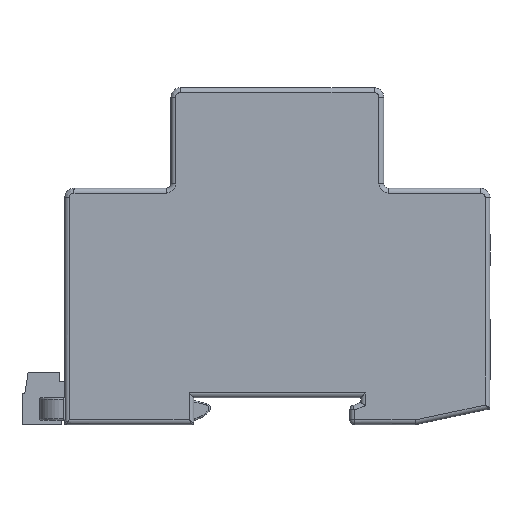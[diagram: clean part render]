
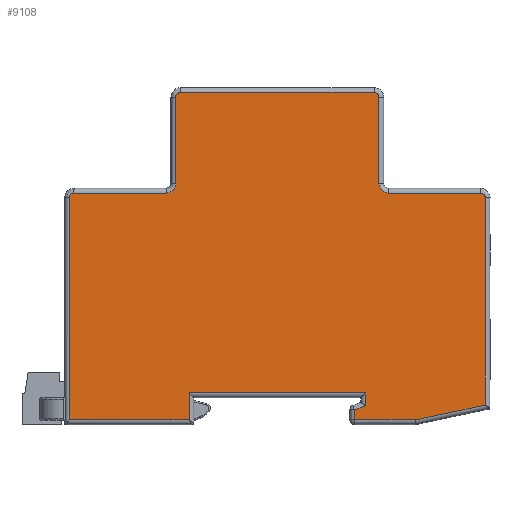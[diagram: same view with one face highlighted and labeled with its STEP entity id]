
A CAD part, front view. The second image highlights one B-rep face of the part: STEP entity #9108.
In plain terms, the highlighted planar face has unit normal (0, -1, 0).
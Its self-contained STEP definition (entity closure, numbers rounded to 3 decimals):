
#348=DIRECTION('',(0.,0.,-1.));
#349=VECTOR('',#348,47.);
#350=CARTESIAN_POINT('',(-44.,-35.9,42.3));
#351=LINE('',#350,#349);
#355=CARTESIAN_POINT('',(-44.,-35.9,-4.7));
#2414=DIRECTION('',(1.,0.,0.));
#2415=VECTOR('',#2414,25.35);
#2416=CARTESIAN_POINT('',(-44.,-35.9,-4.7));
#2417=LINE('',#2416,#2415);
#2468=DIRECTION('',(0.931,0.,0.364));
#2469=VECTOR('',#2468,2.47);
#2470=CARTESIAN_POINT('',(16.35,-35.9,-2.583));
#2471=LINE('',#2470,#2469);
#2475=CARTESIAN_POINT('',(-43.,-35.9,
42.3));
#2476=DIRECTION('',(0.,1.,0.));
#2477=DIRECTION('',(-1.,0.,0.));
#2478=AXIS2_PLACEMENT_3D('',#2475,#2476,#2477);
#2483=CARTESIAN_POINT('',(-23.5,-35.9,45.3));
#2484=DIRECTION('',(0.,-1.,0.));
#2485=DIRECTION('',(0.,0.,-1.));
#2486=AXIS2_PLACEMENT_3D('',#2483,#2484,#2485);
#2491=CARTESIAN_POINT('',(-20.5,-35.9,
63.582));
#2492=DIRECTION('',(0.,1.,0.));
#2493=DIRECTION('',(-1.,0.,0.));
#2494=AXIS2_PLACEMENT_3D('',#2491,#2492,#2493);
#2499=CARTESIAN_POINT('',(20.5,-35.9,63.582));
#2500=DIRECTION('',(0.,1.,0.));
#2501=DIRECTION('',(0.,0.,1.));
#2502=AXIS2_PLACEMENT_3D('',#2499,#2500,#2501);
#2507=CARTESIAN_POINT('',(23.5,-35.9,45.3));
#2508=DIRECTION('',(0.,-1.,0.));
#2509=DIRECTION('',(-1.,0.,0.));
#2510=AXIS2_PLACEMENT_3D('',#2507,#2508,#2509);
#2515=CARTESIAN_POINT('',(43.,-35.9,42.3));
#2516=DIRECTION('',(0.,1.,0.));
#2517=DIRECTION('',(0.,0.,1.));
#2518=AXIS2_PLACEMENT_3D('',#2515,#2516,#2517);
#2523=DIRECTION('',(-0.978,0.,-0.208));
#2524=VECTOR('',#2523,15.136);
#2525=CARTESIAN_POINT('',(44.,-35.9,
-1.553));
#2526=LINE('',#2525,#2524);
#2530=DIRECTION('',(0.,0.,-1.));
#2531=VECTOR('',#2530,2.117);
#2532=CARTESIAN_POINT('',(16.35,-35.9,-2.583));
#2533=LINE('',#2532,#2531);
#2568=DIRECTION('',(1.,0.,0.));
#2569=VECTOR('',#2568,12.845);
#2570=CARTESIAN_POINT('',(16.35,-35.9,-4.7));
#2571=LINE('',#2570,#2569);
#2632=DIRECTION('',(0.,0.,1.));
#2633=VECTOR('',#2632,43.853);
#2634=CARTESIAN_POINT('',(44.,-35.9,
-1.553));
#2635=LINE('',#2634,#2633);
#2682=DIRECTION('',(-1.,0.,0.));
#2683=VECTOR('',#2682,19.5);
#2684=CARTESIAN_POINT('',(43.,-35.9,43.3));
#2685=LINE('',#2684,#2683);
#2720=DIRECTION('',(0.,0.,1.));
#2721=VECTOR('',#2720,18.282);
#2722=CARTESIAN_POINT('',(21.5,-35.9,45.3));
#2723=LINE('',#2722,#2721);
#2758=DIRECTION('',(-1.,0.,0.));
#2759=VECTOR('',#2758,41.);
#2760=CARTESIAN_POINT('',(20.5,-35.9,64.582));
#2761=LINE('',#2760,#2759);
#2796=DIRECTION('',(0.,0.,-1.));
#2797=VECTOR('',#2796,18.282);
#2798=CARTESIAN_POINT('',(-21.5,-35.9,63.582));
#2799=LINE('',#2798,#2797);
#2834=DIRECTION('',(-1.,0.,0.));
#2835=VECTOR('',#2834,19.5);
#2836=CARTESIAN_POINT('',(-23.5,-35.9,43.3));
#2837=LINE('',#2836,#2835);
#4075=DIRECTION('',(0.,0.,-1.));
#4076=VECTOR('',#4075,2.683);
#4077=CARTESIAN_POINT('',(18.65,-35.9,1.));
#4078=LINE('',#4077,#4076);
#4082=DIRECTION('',(1.,0.,0.));
#4083=VECTOR('',#4082,37.3);
#4084=CARTESIAN_POINT('',(-18.65,-35.9,1.));
#4085=LINE('',#4084,#4083);
#4113=DIRECTION('',(0.,0.,1.));
#4114=VECTOR('',#4113,5.7);
#4115=CARTESIAN_POINT('',(-18.65,-35.9,-4.7));
#4116=LINE('',#4115,#4114);
#5659=VERTEX_POINT('',#355);
#5666=CARTESIAN_POINT('',(-44.,-35.9,42.3));
#5667=VERTEX_POINT('',#5666);
#5796=CARTESIAN_POINT('',(-43.,-35.9,43.3));
#5797=VERTEX_POINT('',#5796);
#5975=CARTESIAN_POINT('',(-18.65,-35.9,-4.7));
#5976=VERTEX_POINT('',#5975);
#5977=CARTESIAN_POINT('',(16.35,-35.9,-2.583));
#5978=CARTESIAN_POINT('',(16.35,-35.9,-4.7));
#5979=VERTEX_POINT('',#5977);
#5980=VERTEX_POINT('',#5978);
#5981=CARTESIAN_POINT('',(18.65,-35.9,-1.683));
#5982=VERTEX_POINT('',#5981);
#5983=CARTESIAN_POINT('',(18.65,-35.9,1.));
#5984=VERTEX_POINT('',#5983);
#5985=CARTESIAN_POINT('',(-18.65,-35.9,1.));
#5986=VERTEX_POINT('',#5985);
#5987=CARTESIAN_POINT('',(-23.5,-35.9,43.3));
#5988=VERTEX_POINT('',#5987);
#5989=CARTESIAN_POINT('',(-21.5,-35.9,45.3));
#5990=VERTEX_POINT('',#5989);
#5991=CARTESIAN_POINT('',(-21.5,-35.9,63.582));
#5992=VERTEX_POINT('',#5991);
#5993=CARTESIAN_POINT('',(-20.5,-35.9,64.582));
#5994=VERTEX_POINT('',#5993);
#5995=CARTESIAN_POINT('',(20.5,-35.9,64.582));
#5996=VERTEX_POINT('',#5995);
#5997=CARTESIAN_POINT('',(21.5,-35.9,63.582));
#5998=VERTEX_POINT('',#5997);
#5999=CARTESIAN_POINT('',(21.5,-35.9,45.3));
#6000=VERTEX_POINT('',#5999);
#6001=CARTESIAN_POINT('',(23.5,-35.9,43.3));
#6002=VERTEX_POINT('',#6001);
#6003=CARTESIAN_POINT('',(43.,-35.9,43.3));
#6004=VERTEX_POINT('',#6003);
#6005=CARTESIAN_POINT('',(44.,-35.9,42.3));
#6006=VERTEX_POINT('',#6005);
#6007=CARTESIAN_POINT('',(44.,-35.9,
-1.553));
#6008=VERTEX_POINT('',#6007);
#6009=CARTESIAN_POINT('',(29.195,-35.9,-4.7));
#6010=VERTEX_POINT('',#6009);
#9062=CARTESIAN_POINT('',(0.,-35.9,0.));
#9063=DIRECTION('',(0.,1.,0.));
#9064=DIRECTION('',(-1.,0.,0.));
#9065=AXIS2_PLACEMENT_3D('',#9062,#9063,#9064);
#9066=PLANE('',#9065);
#9068=ORIENTED_EDGE('',*,*,#9067,.F.);
#9070=ORIENTED_EDGE('',*,*,#9069,.T.);
#9072=ORIENTED_EDGE('',*,*,#9071,.F.);
#9074=ORIENTED_EDGE('',*,*,#9073,.F.);
#9076=ORIENTED_EDGE('',*,*,#9075,.F.);
#9077=ORIENTED_EDGE('',*,*,#9053,.F.);
#9078=ORIENTED_EDGE('',*,*,#6612,.F.);
#9079=ORIENTED_EDGE('',*,*,#8021,.T.);
#9081=ORIENTED_EDGE('',*,*,#9080,.F.);
#9083=ORIENTED_EDGE('',*,*,#9082,.T.);
#9085=ORIENTED_EDGE('',*,*,#9084,.F.);
#9087=ORIENTED_EDGE('',*,*,#9086,.T.);
#9089=ORIENTED_EDGE('',*,*,#9088,.F.);
#9091=ORIENTED_EDGE('',*,*,#9090,.T.);
#9093=ORIENTED_EDGE('',*,*,#9092,.F.);
#9095=ORIENTED_EDGE('',*,*,#9094,.T.);
#9097=ORIENTED_EDGE('',*,*,#9096,.F.);
#9099=ORIENTED_EDGE('',*,*,#9098,.T.);
#9101=ORIENTED_EDGE('',*,*,#9100,.F.);
#9103=ORIENTED_EDGE('',*,*,#9102,.T.);
#9105=ORIENTED_EDGE('',*,*,#9104,.F.);
#9106=EDGE_LOOP('',(#9068,#9070,#9072,#9074,#9076,#9077,#9078,#9079,#9081,#9083,
#9085,#9087,#9089,#9091,#9093,#9095,#9097,#9099,#9101,#9103,#9105));
#9107=FACE_OUTER_BOUND('',#9106,.F.);
#2479=CIRCLE('',#2478,1.);
#2487=CIRCLE('',#2486,2.);
#2495=CIRCLE('',#2494,1.);
#2503=CIRCLE('',#2502,1.);
#2511=CIRCLE('',#2510,2.);
#2519=CIRCLE('',#2518,1.);
#6612=EDGE_CURVE('',#5667,#5659,#351,.T.);
#8021=EDGE_CURVE('',#5667,#5797,#2479,.T.);
#9053=EDGE_CURVE('',#5659,#5976,#2417,.T.);
#9067=EDGE_CURVE('',#5979,#5980,#2533,.T.);
#9069=EDGE_CURVE('',#5979,#5982,#2471,.T.);
#9071=EDGE_CURVE('',#5984,#5982,#4078,.T.);
#9073=EDGE_CURVE('',#5986,#5984,#4085,.T.);
#9075=EDGE_CURVE('',#5976,#5986,#4116,.T.);
#9080=EDGE_CURVE('',#5988,#5797,#2837,.T.);
#9082=EDGE_CURVE('',#5988,#5990,#2487,.T.);
#9084=EDGE_CURVE('',#5992,#5990,#2799,.T.);
#9086=EDGE_CURVE('',#5992,#5994,#2495,.T.);
#9088=EDGE_CURVE('',#5996,#5994,#2761,.T.);
#9090=EDGE_CURVE('',#5996,#5998,#2503,.T.);
#9092=EDGE_CURVE('',#6000,#5998,#2723,.T.);
#9094=EDGE_CURVE('',#6000,#6002,#2511,.T.);
#9096=EDGE_CURVE('',#6004,#6002,#2685,.T.);
#9098=EDGE_CURVE('',#6004,#6006,#2519,.T.);
#9100=EDGE_CURVE('',#6008,#6006,#2635,.T.);
#9102=EDGE_CURVE('',#6008,#6010,#2526,.T.);
#9104=EDGE_CURVE('',#5980,#6010,#2571,.T.);
#9108=ADVANCED_FACE('',(#9107),#9066,.F.);
